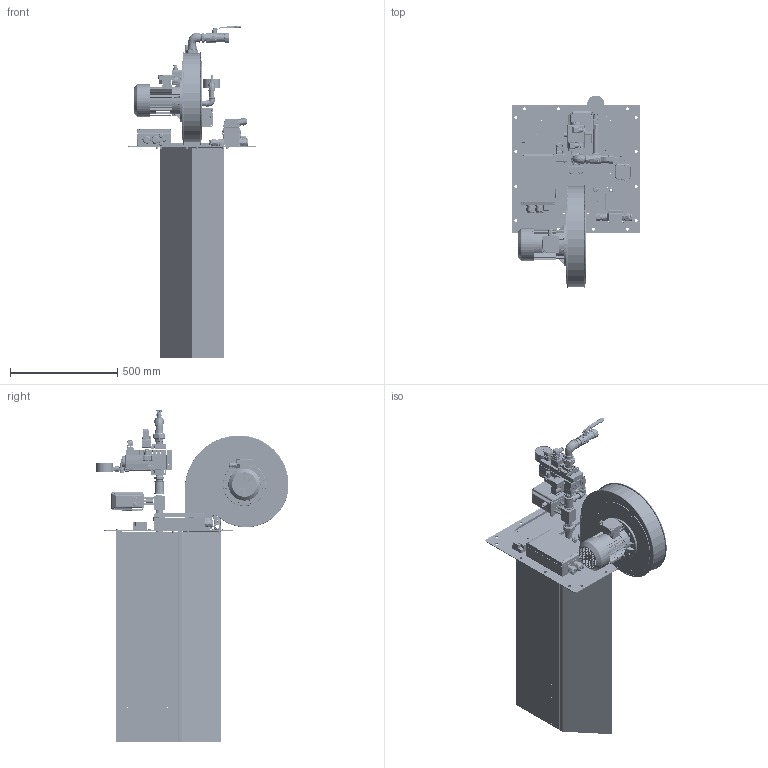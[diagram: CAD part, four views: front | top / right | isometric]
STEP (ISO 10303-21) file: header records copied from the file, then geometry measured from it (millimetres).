
FILE_DESCRIPTION (( 'STEP AP214' ), '1' );
FILE_NAME ('Gasflächenbrenner 150 kW Typ 150-995-580.STEP', '2018-04-25T11:18:23', ( '' ), ( '' ), 'SwSTEP 2.0', 'SolidWorks 2018', '' );
FILE_SCHEMA (( 'AUTOMOTIVE_DESIGN' ));
Length unit declared in the file: millimetre
Products named in the file (1): Gasflächenbrenner 150 kW Typ 150-995-580
Bounding box: 600 x 898.4 x 1545.44 mm (x, y, z)
Surface area: 5994196.4 mm2 (no closed solid volume)
Topology: 0 solids, 409 shells, 3185 faces, 17363 edges, 14242 vertices
Faces by surface type: plane 1593, cylinder 1018, cone 287, bspline 217, torus 68, sphere 2
Full cylindrical faces by diameter (mm): 2 x1, 2.45 x1, 3 x11, 3.3 x7, 3.5 x1, 3.7 x1, 3.95 x1, 4 x17, 4.2 x1, 4.5 x15, 4.6 x3, 5 x8, 5.1 x1, 5.6 x4, 6 x10, 6.5 x1, 6.8 x2, 7 x19, 7.5 x2, 8 x14, 8.4 x1, 8.5 x4, 9 x10, 10 x6, 10.5 x1, 11 x28, 11.076 x1, 12 x4, 13 x3, 14 x17
Entity records: 262368 total; most frequent: CARTESIAN_POINT 102538, DIRECTION 23055, ORIENTED_EDGE 21359, EDGE_CURVE 16805, VERTEX_POINT 14120, VECTOR 8253, LINE 8253, AXIS2_PLACEMENT_3D 7401
